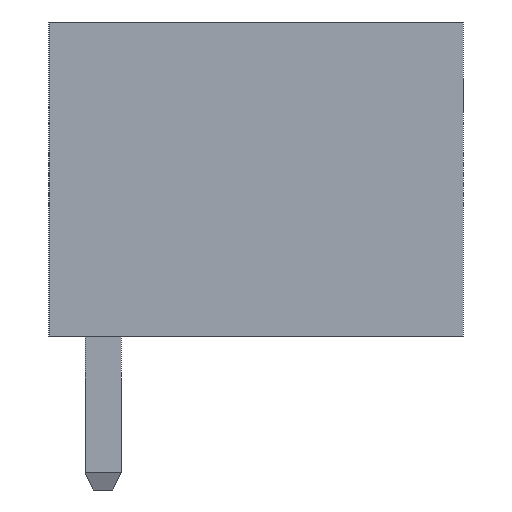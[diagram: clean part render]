
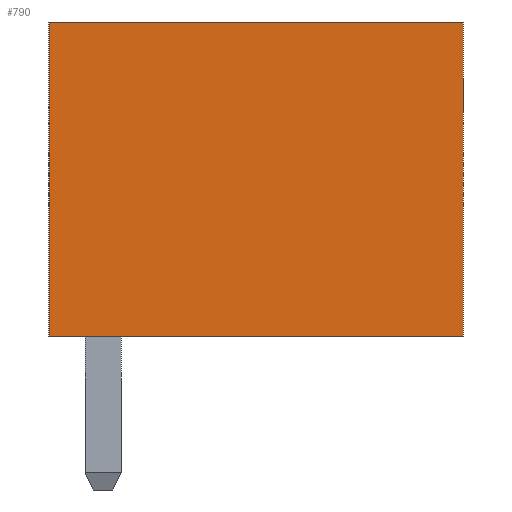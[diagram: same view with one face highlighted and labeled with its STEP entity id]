
A CAD part, left-side view. The second image highlights one B-rep face of the part: STEP entity #790.
In plain terms, the highlighted planar face has unit normal (-1, 0, 0).
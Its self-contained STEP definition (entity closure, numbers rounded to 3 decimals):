
#518 = VECTOR ( 'NONE', #4180, 1000. ) ;
#563 = LINE ( 'NONE', #4346, #2727 ) ;
#586 = EDGE_CURVE ( 'NONE', #9055, #6606, #8824, .T. ) ;
#657 = DIRECTION ( 'NONE',  ( 1., 0., 0. ) ) ;
#790 = ADVANCED_FACE ( 'NONE', ( #12246 ), #11373, .F. ) ;
#857 = EDGE_CURVE ( 'NONE', #6606, #1847, #2670, .T. ) ;
#1062 = ORIENTED_EDGE ( 'NONE', *, *, #586, .F. ) ;
#1847 = VERTEX_POINT ( 'NONE', #2663 ) ;
#1966 = VECTOR ( 'NONE', #3941, 1000. ) ;
#2663 = CARTESIAN_POINT ( 'NONE',  ( -21.4, 0., 0. ) ) ;
#2670 = LINE ( 'NONE', #6510, #1966 ) ;
#2727 = VECTOR ( 'NONE', #5228, 1000. ) ;
#3358 = AXIS2_PLACEMENT_3D ( 'NONE', #3680, #657, #7568 ) ;
#3465 = EDGE_CURVE ( 'NONE', #9055, #11303, #563, .T. ) ;
#3680 = CARTESIAN_POINT ( 'NONE',  ( -21.4, 9.2, 7. ) ) ;
#3854 = CARTESIAN_POINT ( 'NONE',  ( -21.4, 9.2, 7. ) ) ;
#3941 = DIRECTION ( 'NONE',  ( 0., 0., -1. ) ) ;
#4180 = DIRECTION ( 'NONE',  ( 0., -1., 0. ) ) ;
#4346 = CARTESIAN_POINT ( 'NONE',  ( -21.4, 9.2, 7. ) ) ;
#5228 = DIRECTION ( 'NONE',  ( 0., 0., -1. ) ) ;
#6468 = EDGE_LOOP ( 'NONE', ( #6993, #7228, #1062, #10216 ) ) ;
#6510 = CARTESIAN_POINT ( 'NONE',  ( -21.4, 0., 7. ) ) ;
#6606 = VERTEX_POINT ( 'NONE', #6776 ) ;
#6776 = CARTESIAN_POINT ( 'NONE',  ( -21.4, 0., 7. ) ) ;
#6951 = CARTESIAN_POINT ( 'NONE',  ( -21.4, 9.2, 0. ) ) ;
#6993 = ORIENTED_EDGE ( 'NONE', *, *, #11999, .T. ) ;
#7228 = ORIENTED_EDGE ( 'NONE', *, *, #857, .F. ) ;
#7568 = DIRECTION ( 'NONE',  ( 0., 1., 0. ) ) ;
#7770 = VECTOR ( 'NONE', #10685, 1000. ) ;
#8824 = LINE ( 'NONE', #9466, #7770 ) ;
#9055 = VERTEX_POINT ( 'NONE', #3854 ) ;
#9466 = CARTESIAN_POINT ( 'NONE',  ( -21.4, 9.2, 7. ) ) ;
#9858 = LINE ( 'NONE', #6951, #518 ) ;
#10216 = ORIENTED_EDGE ( 'NONE', *, *, #3465, .T. ) ;
#10329 = CARTESIAN_POINT ( 'NONE',  ( -21.4, 9.2, 0. ) ) ;
#10685 = DIRECTION ( 'NONE',  ( 0., -1., 0. ) ) ;
#11303 = VERTEX_POINT ( 'NONE', #10329 ) ;
#11373 = PLANE ( 'NONE',  #3358 ) ;
#11999 = EDGE_CURVE ( 'NONE', #11303, #1847, #9858, .T. ) ;
#12246 = FACE_OUTER_BOUND ( 'NONE', #6468, .T. ) ;
